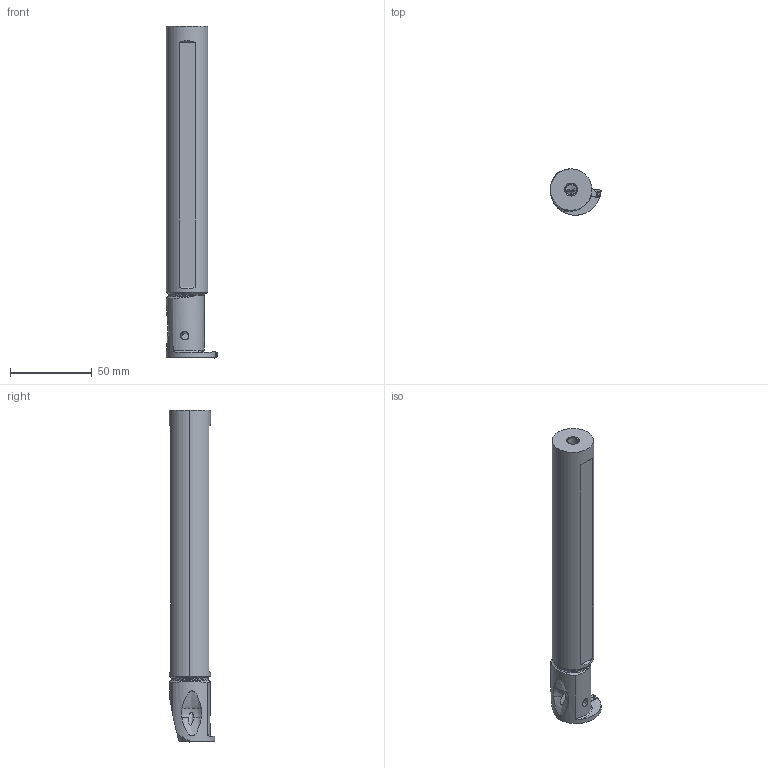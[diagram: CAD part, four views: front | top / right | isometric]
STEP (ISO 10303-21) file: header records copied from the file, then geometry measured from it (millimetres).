
FILE_DESCRIPTION(/* description */ (''),/* implementation_level */ '2;1');
FILE_NAME(/* name */ 'GYALUS16R90B-G07_CW0_157_IR0_08.stp',/* time_stamp */ '2023-03-20T14:53:25+09:00',/* author */ (''),/* organization */ (''),/* preprocessor_version */ 'ST-DEVELOPER v16',/* originating_system */ 'SIEMENS PLM Software NX 10.0',/* authorisation */ '');
FILE_SCHEMA (('AUTOMOTIVE_DESIGN { 1 0 10303 214 3 1 1 1 }'));
Length unit declared in the file: millimetre
Products named in the file (1): GYALUS16R90B-G07_CW0_157_IR0_08_ASM
Bounding box: 31.39 x 28.03 x 203.2 mm (x, y, z)
Volume: 89961.7 mm3; surface area: 22180.1 mm2
Topology: 2 solids, 2 shells, 195 faces, 599 edges, 430 vertices
Faces by surface type: bspline 65, cylinder 56, plane 43, cone 17, torus 10, extrusion 2, sphere 2
Entity records: 12665 total; most frequent: CARTESIAN_POINT 7877, ORIENTED_EDGE 1146, DIRECTION 722, EDGE_CURVE 573, VERTEX_POINT 385, AXIS2_PLACEMENT_3D 286, B_SPLINE_CURVE_WITH_KNOTS 284, EDGE_LOOP 204
